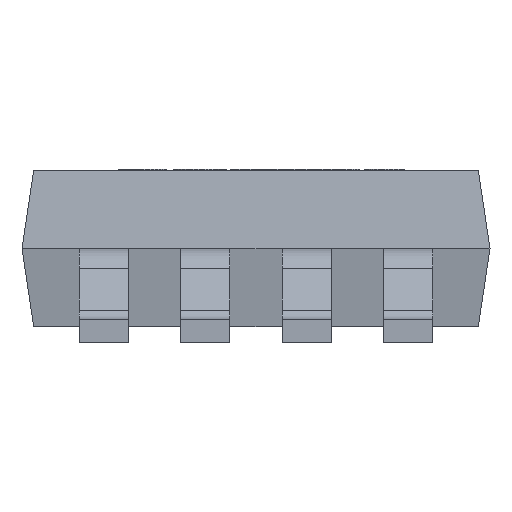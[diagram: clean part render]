
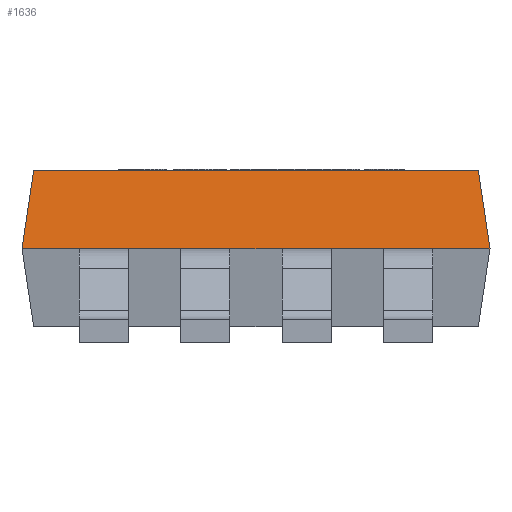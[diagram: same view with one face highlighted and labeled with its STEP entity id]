
A CAD part, left-side view. The second image highlights one B-rep face of the part: STEP entity #1636.
In plain terms, the highlighted free-form (B-spline) face has degree [1, 1] with [2, 2] control points.
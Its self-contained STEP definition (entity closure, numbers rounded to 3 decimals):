
#24 = VERTEX_POINT('',#25);
#25 = CARTESIAN_POINT('',(-1.425,-1.425,1.1));
#31 = EDGE_CURVE('',#24,#32,#34,.T.);
#32 = VERTEX_POINT('',#33);
#33 = CARTESIAN_POINT('',(-1.425,1.425,1.1));
#34 = LINE('',#35,#36);
#35 = CARTESIAN_POINT('',(-1.425,-1.425,1.1));
#36 = VECTOR('',#37,1.);
#37 = DIRECTION('',(0.,1.,0.));
#1525 = EDGE_CURVE('',#24,#1526,#1528,.T.);
#1526 = VERTEX_POINT('',#1527);
#1527 = CARTESIAN_POINT('',(-1.5,-1.5,0.6));
#1528 = B_SPLINE_CURVE_WITH_KNOTS('',1,(#1529,#1530),.UNSPECIFIED.,.F.,
  .F.,(2,2),(0.,1.),.PIECEWISE_BEZIER_KNOTS.);
#1529 = CARTESIAN_POINT('',(-1.425,-1.425,1.1));
#1530 = CARTESIAN_POINT('',(-1.5,-1.5,0.6));
#1636 = ADVANCED_FACE('',(#1637),#1718,.T.);
#1637 = FACE_BOUND('',#1638,.T.);
#1638 = EDGE_LOOP('',(#1639,#1640,#1647,#1655,#1663,#1671,#1679,#1687,
    #1695,#1703,#1711,#1717));
#1639 = ORIENTED_EDGE('',*,*,#31,.T.);
#1640 = ORIENTED_EDGE('',*,*,#1641,.T.);
#1641 = EDGE_CURVE('',#32,#1642,#1644,.T.);
#1642 = VERTEX_POINT('',#1643);
#1643 = CARTESIAN_POINT('',(-1.5,1.5,0.6));
#1644 = B_SPLINE_CURVE_WITH_KNOTS('',1,(#1645,#1646),.UNSPECIFIED.,.F.,
  .F.,(2,2),(0.,1.),.PIECEWISE_BEZIER_KNOTS.);
#1645 = CARTESIAN_POINT('',(-1.425,1.425,1.1));
#1646 = CARTESIAN_POINT('',(-1.5,1.5,0.6));
#1647 = ORIENTED_EDGE('',*,*,#1648,.F.);
#1648 = EDGE_CURVE('',#1649,#1642,#1651,.T.);
#1649 = VERTEX_POINT('',#1650);
#1650 = CARTESIAN_POINT('',(-1.5,1.133,0.6));
#1651 = LINE('',#1652,#1653);
#1652 = CARTESIAN_POINT('',(-1.5,-1.5,0.6));
#1653 = VECTOR('',#1654,1.);
#1654 = DIRECTION('',(0.,1.,0.));
#1655 = ORIENTED_EDGE('',*,*,#1656,.F.);
#1656 = EDGE_CURVE('',#1657,#1649,#1659,.T.);
#1657 = VERTEX_POINT('',#1658);
#1658 = CARTESIAN_POINT('',(-1.5,0.818,0.6));
#1659 = LINE('',#1660,#1661);
#1660 = CARTESIAN_POINT('',(-1.5,-1.5,0.6));
#1661 = VECTOR('',#1662,1.);
#1662 = DIRECTION('',(0.,1.,0.));
#1663 = ORIENTED_EDGE('',*,*,#1664,.F.);
#1664 = EDGE_CURVE('',#1665,#1657,#1667,.T.);
#1665 = VERTEX_POINT('',#1666);
#1666 = CARTESIAN_POINT('',(-1.5,0.483,0.6));
#1667 = LINE('',#1668,#1669);
#1668 = CARTESIAN_POINT('',(-1.5,-1.5,0.6));
#1669 = VECTOR('',#1670,1.);
#1670 = DIRECTION('',(0.,1.,0.));
#1671 = ORIENTED_EDGE('',*,*,#1672,.F.);
#1672 = EDGE_CURVE('',#1673,#1665,#1675,.T.);
#1673 = VERTEX_POINT('',#1674);
#1674 = CARTESIAN_POINT('',(-1.5,0.168,0.6));
#1675 = LINE('',#1676,#1677);
#1676 = CARTESIAN_POINT('',(-1.5,-1.5,0.6));
#1677 = VECTOR('',#1678,1.);
#1678 = DIRECTION('',(0.,1.,0.));
#1679 = ORIENTED_EDGE('',*,*,#1680,.F.);
#1680 = EDGE_CURVE('',#1681,#1673,#1683,.T.);
#1681 = VERTEX_POINT('',#1682);
#1682 = CARTESIAN_POINT('',(-1.5,-0.168,0.6));
#1683 = LINE('',#1684,#1685);
#1684 = CARTESIAN_POINT('',(-1.5,-1.5,0.6));
#1685 = VECTOR('',#1686,1.);
#1686 = DIRECTION('',(0.,1.,0.));
#1687 = ORIENTED_EDGE('',*,*,#1688,.F.);
#1688 = EDGE_CURVE('',#1689,#1681,#1691,.T.);
#1689 = VERTEX_POINT('',#1690);
#1690 = CARTESIAN_POINT('',(-1.5,-0.483,0.6));
#1691 = LINE('',#1692,#1693);
#1692 = CARTESIAN_POINT('',(-1.5,-1.5,0.6));
#1693 = VECTOR('',#1694,1.);
#1694 = DIRECTION('',(0.,1.,0.));
#1695 = ORIENTED_EDGE('',*,*,#1696,.F.);
#1696 = EDGE_CURVE('',#1697,#1689,#1699,.T.);
#1697 = VERTEX_POINT('',#1698);
#1698 = CARTESIAN_POINT('',(-1.5,-0.818,0.6));
#1699 = LINE('',#1700,#1701);
#1700 = CARTESIAN_POINT('',(-1.5,-1.5,0.6));
#1701 = VECTOR('',#1702,1.);
#1702 = DIRECTION('',(0.,1.,0.));
#1703 = ORIENTED_EDGE('',*,*,#1704,.F.);
#1704 = EDGE_CURVE('',#1705,#1697,#1707,.T.);
#1705 = VERTEX_POINT('',#1706);
#1706 = CARTESIAN_POINT('',(-1.5,-1.133,0.6));
#1707 = LINE('',#1708,#1709);
#1708 = CARTESIAN_POINT('',(-1.5,-1.5,0.6));
#1709 = VECTOR('',#1710,1.);
#1710 = DIRECTION('',(0.,1.,0.));
#1711 = ORIENTED_EDGE('',*,*,#1712,.F.);
#1712 = EDGE_CURVE('',#1526,#1705,#1713,.T.);
#1713 = LINE('',#1714,#1715);
#1714 = CARTESIAN_POINT('',(-1.5,-1.5,0.6));
#1715 = VECTOR('',#1716,1.);
#1716 = DIRECTION('',(0.,1.,0.));
#1717 = ORIENTED_EDGE('',*,*,#1525,.F.);
#1718 = B_SPLINE_SURFACE_WITH_KNOTS('',1,1,(
    (#1719,#1720)
    ,(#1721,#1722
    )),.UNSPECIFIED.,.F.,.F.,.F.,(2,2),(2,2),(0.,3.),(0.,1.),
  .PIECEWISE_BEZIER_KNOTS.);
#1719 = CARTESIAN_POINT('',(-1.425,-1.425,1.1));
#1720 = CARTESIAN_POINT('',(-1.5,-1.5,0.6));
#1721 = CARTESIAN_POINT('',(-1.425,1.425,1.1));
#1722 = CARTESIAN_POINT('',(-1.5,1.5,0.6));
